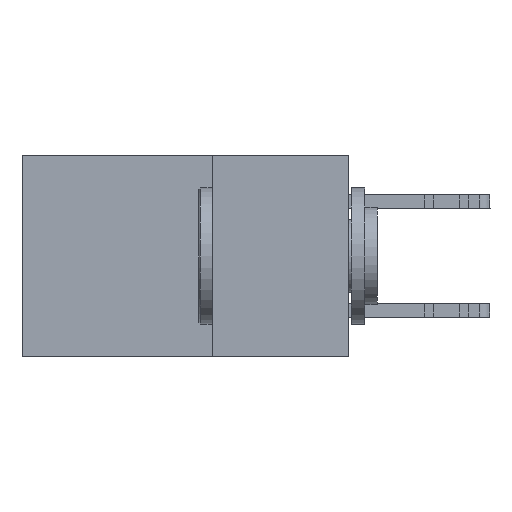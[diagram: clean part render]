
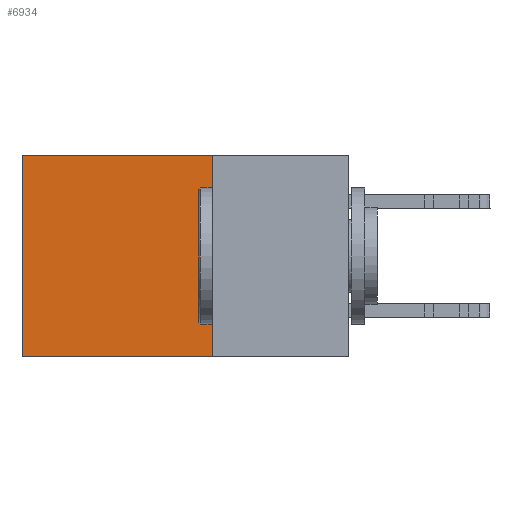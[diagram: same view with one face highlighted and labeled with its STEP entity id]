
A CAD part, left-side view. The second image highlights one B-rep face of the part: STEP entity #6934.
In plain terms, the highlighted planar face has unit normal (-1, 0, 0).
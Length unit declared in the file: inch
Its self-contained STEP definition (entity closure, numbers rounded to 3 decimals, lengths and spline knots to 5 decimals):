
#77 = VERTEX_POINT ( 'NONE', #1391 ) ;
#259 = CARTESIAN_POINT ( 'NONE',  ( 0.2615, 0.6, -0.37 ) ) ;
#1391 = CARTESIAN_POINT ( 'NONE',  ( 0.2615, 0.25, 0. ) ) ;
#1600 = ORIENTED_EDGE ( 'NONE', *, *, #9992, .T. ) ;
#2394 = VECTOR ( 'NONE', #8657, 39.37008 ) ;
#2471 = VERTEX_POINT ( 'NONE', #22244 ) ;
#2887 = CARTESIAN_POINT ( 'NONE',  ( 0.2615, 0.25, -0.37 ) ) ;
#3061 = LINE ( 'NONE', #7041, #2394 ) ;
#3177 = VECTOR ( 'NONE', #11778, 39.37008 ) ;
#4897 = DIRECTION ( 'NONE',  ( 0., 0., -1. ) ) ;
#6620 = DIRECTION ( 'NONE',  ( 1., 0., 0. ) ) ;
#6707 = VECTOR ( 'NONE', #14024, 39.37008 ) ;
#6934 = ADVANCED_FACE ( 'NONE', ( #16457 ), #18552, .F. ) ;
#6969 = EDGE_CURVE ( 'NONE', #77, #20706, #21883, .T. ) ;
#7041 = CARTESIAN_POINT ( 'NONE',  ( 0.2615, 0.25, -0.37 ) ) ;
#8614 = DIRECTION ( 'NONE',  ( 0., 0., -1. ) ) ;
#8657 = DIRECTION ( 'NONE',  ( 0., 1., 0. ) ) ;
#9792 = AXIS2_PLACEMENT_3D ( 'NONE', #2887, #6620, #8614 ) ;
#9992 = EDGE_CURVE ( 'NONE', #2471, #19999, #19617, .T. ) ;
#11778 = DIRECTION ( 'NONE',  ( 0., 1., 0. ) ) ;
#12908 = EDGE_CURVE ( 'NONE', #77, #2471, #22700, .T. ) ;
#13823 = EDGE_CURVE ( 'NONE', #20706, #19999, #3061, .T. ) ;
#14024 = DIRECTION ( 'NONE',  ( 0., 0., -1. ) ) ;
#14200 = CARTESIAN_POINT ( 'NONE',  ( 0.2615, 0.25, -0.37 ) ) ;
#15228 = ORIENTED_EDGE ( 'NONE', *, *, #6969, .F. ) ;
#16457 = FACE_OUTER_BOUND ( 'NONE', #20924, .T. ) ;
#16863 = CARTESIAN_POINT ( 'NONE',  ( 0.2615, 0.25, -0.37 ) ) ;
#17215 = ORIENTED_EDGE ( 'NONE', *, *, #13823, .F. ) ;
#17748 = CARTESIAN_POINT ( 'NONE',  ( 0.2615, 0.6, -0.37 ) ) ;
#18552 = PLANE ( 'NONE',  #9792 ) ;
#19617 = LINE ( 'NONE', #17748, #6707 ) ;
#19790 = ORIENTED_EDGE ( 'NONE', *, *, #12908, .T. ) ;
#19999 = VERTEX_POINT ( 'NONE', #259 ) ;
#20706 = VERTEX_POINT ( 'NONE', #16863 ) ;
#20924 = EDGE_LOOP ( 'NONE', ( #1600, #17215, #15228, #19790 ) ) ;
#20973 = CARTESIAN_POINT ( 'NONE',  ( 0.2615, 0.25, 0. ) ) ;
#21883 = LINE ( 'NONE', #14200, #24463 ) ;
#22244 = CARTESIAN_POINT ( 'NONE',  ( 0.2615, 0.6, 0. ) ) ;
#22700 = LINE ( 'NONE', #20973, #3177 ) ;
#24463 = VECTOR ( 'NONE', #4897, 39.37008 ) ;
